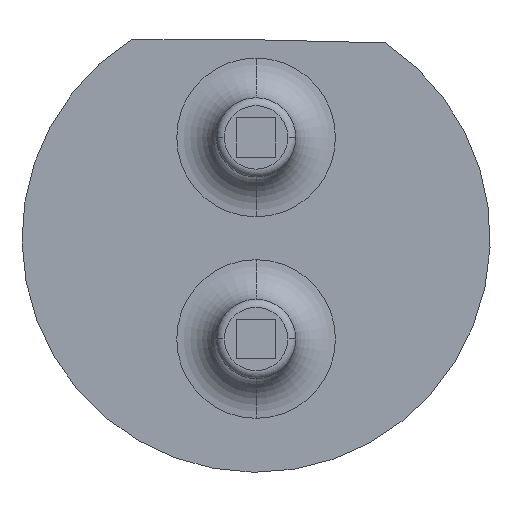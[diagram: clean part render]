
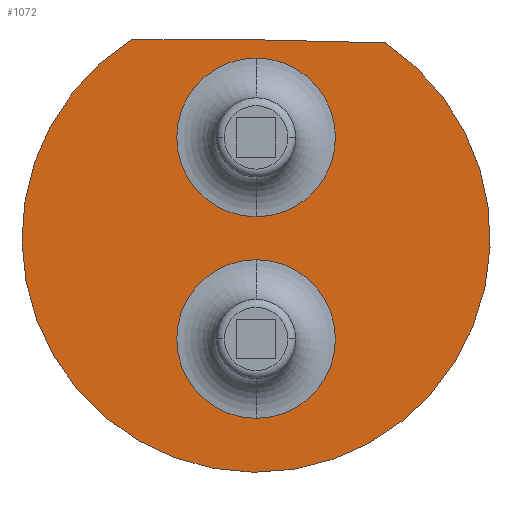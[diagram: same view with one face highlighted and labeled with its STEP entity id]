
A CAD part, left-side view. The second image highlights one B-rep face of the part: STEP entity #1072.
In plain terms, the highlighted planar face has unit normal (-1, 0, 0).
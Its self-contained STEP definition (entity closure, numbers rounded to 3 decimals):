
#19 = AXIS2_PLACEMENT_3D ( 'NONE', #830, #1197, #363 ) ;
#30 = DIRECTION ( 'NONE',  ( 0., 0., -1. ) ) ;
#53 = LINE ( 'NONE', #638, #465 ) ;
#72 = DIRECTION ( 'NONE',  ( 0., -1., -0.024 ) ) ;
#78 = CARTESIAN_POINT ( 'NONE',  ( 1., 1.564, 2.501 ) ) ;
#92 = FACE_BOUND ( 'NONE', #260, .T. ) ;
#97 = DIRECTION ( 'NONE',  ( -1., 0., 0. ) ) ;
#125 = EDGE_CURVE ( 'NONE', #836, #613, #53, .T. ) ;
#135 = LINE ( 'NONE', #1148, #1055 ) ;
#156 = VERTEX_POINT ( 'NONE', #78 ) ;
#183 = CARTESIAN_POINT ( 'NONE',  ( 1., 0., -0.27 ) ) ;
#230 = DIRECTION ( 'NONE',  ( 0., 0., -1. ) ) ;
#233 = ORIENTED_EDGE ( 'NONE', *, *, #788, .F. ) ;
#244 = CARTESIAN_POINT ( 'NONE',  ( 1., 0., 0.27 ) ) ;
#247 = ORIENTED_EDGE ( 'NONE', *, *, #1119, .F. ) ;
#260 = EDGE_LOOP ( 'NONE', ( #622, #525 ) ) ;
#278 = CARTESIAN_POINT ( 'NONE',  ( 1., 0., 2.5 ) ) ;
#301 = VERTEX_POINT ( 'NONE', #859 ) ;
#363 = DIRECTION ( 'NONE',  ( 0., 0., -1. ) ) ;
#380 = DIRECTION ( 'NONE',  ( 1., 0., 0. ) ) ;
#382 = FACE_OUTER_BOUND ( 'NONE', #1107, .T. ) ;
#419 = CIRCLE ( 'NONE', #829, 2.95 ) ;
#465 = VECTOR ( 'NONE', #72, 1000. ) ;
#467 = CIRCLE ( 'NONE', #1154, 1. ) ;
#515 = VERTEX_POINT ( 'NONE', #621 ) ;
#516 = CARTESIAN_POINT ( 'NONE',  ( 1., -1.626, 2.462 ) ) ;
#525 = ORIENTED_EDGE ( 'NONE', *, *, #936, .F. ) ;
#545 = VERTEX_POINT ( 'NONE', #244 ) ;
#594 = DIRECTION ( 'NONE',  ( -1., 0., 0. ) ) ;
#612 = CIRCLE ( 'NONE', #644, 1. ) ;
#613 = VERTEX_POINT ( 'NONE', #516 ) ;
#617 = ORIENTED_EDGE ( 'NONE', *, *, #125, .F. ) ;
#621 = CARTESIAN_POINT ( 'NONE',  ( 1., 0., -2.27 ) ) ;
#622 = ORIENTED_EDGE ( 'NONE', *, *, #1134, .F. ) ;
#638 = CARTESIAN_POINT ( 'NONE',  ( 1., 0., 2.5 ) ) ;
#644 = AXIS2_PLACEMENT_3D ( 'NONE', #941, #97, #892 ) ;
#686 = EDGE_LOOP ( 'NONE', ( #233, #247 ) ) ;
#688 = DIRECTION ( 'NONE',  ( 0., 0., -1. ) ) ;
#733 = ORIENTED_EDGE ( 'NONE', *, *, #890, .F. ) ;
#748 = CARTESIAN_POINT ( 'NONE',  ( 1., 0., 0. ) ) ;
#788 = EDGE_CURVE ( 'NONE', #545, #301, #1153, .T. ) ;
#801 = CARTESIAN_POINT ( 'NONE',  ( 1., 0., -1.27 ) ) ;
#809 = AXIS2_PLACEMENT_3D ( 'NONE', #748, #1123, #30 ) ;
#829 = AXIS2_PLACEMENT_3D ( 'NONE', #952, #380, #863 ) ;
#830 = CARTESIAN_POINT ( 'NONE',  ( 1., 0., 1.27 ) ) ;
#836 = VERTEX_POINT ( 'NONE', #278 ) ;
#845 = CIRCLE ( 'NONE', #1000, 1. ) ;
#848 = PLANE ( 'NONE',  #809 ) ;
#859 = CARTESIAN_POINT ( 'NONE',  ( 1., 0., 2.27 ) ) ;
#863 = DIRECTION ( 'NONE',  ( 0., 0., 1. ) ) ;
#890 = EDGE_CURVE ( 'NONE', #613, #156, #419, .T. ) ;
#891 = VERTEX_POINT ( 'NONE', #183 ) ;
#892 = DIRECTION ( 'NONE',  ( 0., 0., -1. ) ) ;
#935 = FACE_BOUND ( 'NONE', #686, .T. ) ;
#936 = EDGE_CURVE ( 'NONE', #891, #515, #612, .T. ) ;
#941 = CARTESIAN_POINT ( 'NONE',  ( 1., 0., -1.27 ) ) ;
#952 = CARTESIAN_POINT ( 'NONE',  ( 1., 0., 0. ) ) ;
#984 = DIRECTION ( 'NONE',  ( 0., -1., -0.001 ) ) ;
#1000 = AXIS2_PLACEMENT_3D ( 'NONE', #1058, #594, #688 ) ;
#1055 = VECTOR ( 'NONE', #984, 1000. ) ;
#1058 = CARTESIAN_POINT ( 'NONE',  ( 1., 0., 1.27 ) ) ;
#1072 = ADVANCED_FACE ( 'NONE', ( #935, #92, #382 ), #848, .F. ) ;
#1104 = ORIENTED_EDGE ( 'NONE', *, *, #1163, .F. ) ;
#1107 = EDGE_LOOP ( 'NONE', ( #733, #617, #1104 ) ) ;
#1119 = EDGE_CURVE ( 'NONE', #301, #545, #845, .T. ) ;
#1123 = DIRECTION ( 'NONE',  ( 1., 0., 0. ) ) ;
#1134 = EDGE_CURVE ( 'NONE', #515, #891, #467, .T. ) ;
#1148 = CARTESIAN_POINT ( 'NONE',  ( 1., 1.564, 2.501 ) ) ;
#1153 = CIRCLE ( 'NONE', #19, 1. ) ;
#1154 = AXIS2_PLACEMENT_3D ( 'NONE', #801, #1166, #230 ) ;
#1163 = EDGE_CURVE ( 'NONE', #156, #836, #135, .T. ) ;
#1166 = DIRECTION ( 'NONE',  ( -1., 0., 0. ) ) ;
#1197 = DIRECTION ( 'NONE',  ( -1., 0., 0. ) ) ;
